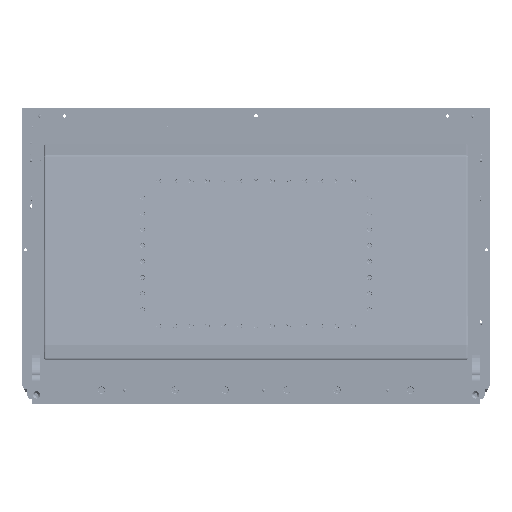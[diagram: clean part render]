
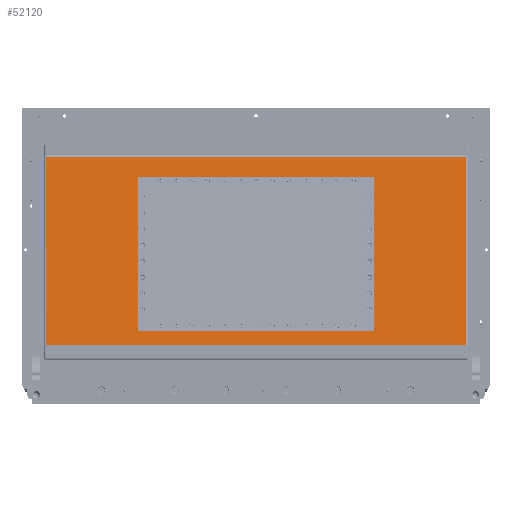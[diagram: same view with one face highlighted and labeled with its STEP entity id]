
A CAD part, front view. The second image highlights one B-rep face of the part: STEP entity #52120.
In plain terms, the highlighted planar face has unit normal (0, -0.993, 0.122).
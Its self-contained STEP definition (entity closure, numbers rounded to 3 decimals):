
#2755 = VERTEX_POINT ( 'NONE', #106131 ) ;
#7494 = VECTOR ( 'NONE', #142663, 1000. ) ;
#7703 = VERTEX_POINT ( 'NONE', #81571 ) ;
#8655 = VERTEX_POINT ( 'NONE', #109665 ) ;
#9170 = LINE ( 'NONE', #96728, #36387 ) ;
#11546 = CARTESIAN_POINT ( 'NONE',  ( 274.5, 30.001, 123.221 ) ) ;
#12167 = ORIENTED_EDGE ( 'NONE', *, *, #72004, .F. ) ;
#13067 = EDGE_CURVE ( 'NONE', #2755, #7703, #41597, .T. ) ;
#13870 = FACE_BOUND ( 'NONE', #44065, .T. ) ;
#17161 = ORIENTED_EDGE ( 'NONE', *, *, #61459, .T. ) ;
#20061 = ORIENTED_EDGE ( 'NONE', *, *, #114638, .F. ) ;
#22532 = LINE ( 'NONE', #11546, #82349 ) ;
#24747 = CARTESIAN_POINT ( 'NONE',  ( 272.5, 0., -121.119 ) ) ;
#26172 = ORIENTED_EDGE ( 'NONE', *, *, #13067, .F. ) ;
#27461 = DIRECTION ( 'NONE',  ( 0., 0.122, 0.993 ) ) ;
#32762 = CARTESIAN_POINT ( 'NONE',  ( -153.25, 2.281, -102.542 ) ) ;
#33834 = CARTESIAN_POINT ( 'NONE',  ( -272.5, 0., -121.119 ) ) ;
#36387 = VECTOR ( 'NONE', #50662, 1000. ) ;
#37885 = VECTOR ( 'NONE', #122093, 1000. ) ;
#41597 = LINE ( 'NONE', #99337, #37885 ) ;
#43258 = CARTESIAN_POINT ( 'NONE',  ( -153.25, 2.281, -102.542 ) ) ;
#44065 = EDGE_LOOP ( 'NONE', ( #26172, #95723, #12167, #73287 ) ) ;
#47773 = CARTESIAN_POINT ( 'NONE',  ( 274.5, 32., 139.5 ) ) ;
#48386 = ORIENTED_EDGE ( 'NONE', *, *, #48552, .T. ) ;
#48552 = EDGE_CURVE ( 'NONE', #48866, #144998, #122119, .T. ) ;
#48866 = VERTEX_POINT ( 'NONE', #24747 ) ;
#50662 = DIRECTION ( 'NONE',  ( 0., -0.122, -0.993 ) ) ;
#52120 = ADVANCED_FACE ( 'NONE', ( #13870, #66588 ), #59415, .F. ) ;
#59170 = VERTEX_POINT ( 'NONE', #43258 ) ;
#59415 = PLANE ( 'NONE',  #112804 ) ;
#61459 = EDGE_CURVE ( 'NONE', #144998, #8655, #22532, .T. ) ;
#66345 = EDGE_CURVE ( 'NONE', #101168, #2755, #130755, .T. ) ;
#66588 = FACE_OUTER_BOUND ( 'NONE', #133378, .T. ) ;
#72004 = EDGE_CURVE ( 'NONE', #59170, #101168, #117557, .T. ) ;
#73287 = ORIENTED_EDGE ( 'NONE', *, *, #74837, .F. ) ;
#74837 = EDGE_CURVE ( 'NONE', #7703, #59170, #95944, .T. ) ;
#76058 = CARTESIAN_POINT ( 'NONE',  ( 153.25, 2.281, -102.542 ) ) ;
#77327 = ORIENTED_EDGE ( 'NONE', *, *, #118863, .T. ) ;
#81571 = CARTESIAN_POINT ( 'NONE',  ( -153.25, 26.838, 97.456 ) ) ;
#82349 = VECTOR ( 'NONE', #93143, 1000. ) ;
#84281 = CARTESIAN_POINT ( 'NONE',  ( 272.5, 32., 139.5 ) ) ;
#86824 = VECTOR ( 'NONE', #144335, 1000. ) ;
#87651 = LINE ( 'NONE', #107709, #114805 ) ;
#93143 = DIRECTION ( 'NONE',  ( -1., 0., 0. ) ) ;
#95723 = ORIENTED_EDGE ( 'NONE', *, *, #66345, .F. ) ;
#95944 = LINE ( 'NONE', #32762, #115844 ) ;
#96339 = DIRECTION ( 'NONE',  ( 0., -0.122, -0.993 ) ) ;
#96728 = CARTESIAN_POINT ( 'NONE',  ( -272.5, 32., 139.5 ) ) ;
#99337 = CARTESIAN_POINT ( 'NONE',  ( 153.25, 26.838, 97.456 ) ) ;
#99668 = CARTESIAN_POINT ( 'NONE',  ( 153.25, 2.281, -102.542 ) ) ;
#101168 = VERTEX_POINT ( 'NONE', #99668 ) ;
#104967 = DIRECTION ( 'NONE',  ( 0., 0.993, -0.122 ) ) ;
#106131 = CARTESIAN_POINT ( 'NONE',  ( 153.25, 26.838, 97.456 ) ) ;
#107709 = CARTESIAN_POINT ( 'NONE',  ( 274.5, 0., -121.119 ) ) ;
#107816 = CARTESIAN_POINT ( 'NONE',  ( 153.25, 2.281, -102.542 ) ) ;
#109665 = CARTESIAN_POINT ( 'NONE',  ( -272.5, 30.001, 123.221 ) ) ;
#112804 = AXIS2_PLACEMENT_3D ( 'NONE', #47773, #104967, #116591 ) ;
#114638 = EDGE_CURVE ( 'NONE', #48866, #131145, #87651, .T. ) ;
#114805 = VECTOR ( 'NONE', #142564, 1000. ) ;
#115844 = VECTOR ( 'NONE', #96339, 1000. ) ;
#116591 = DIRECTION ( 'NONE',  ( 0., 0.122, 0.993 ) ) ;
#117557 = LINE ( 'NONE', #76058, #86824 ) ;
#118486 = VECTOR ( 'NONE', #27461, 1000. ) ;
#118863 = EDGE_CURVE ( 'NONE', #8655, #131145, #9170, .T. ) ;
#122093 = DIRECTION ( 'NONE',  ( -1., 0., 0. ) ) ;
#122119 = LINE ( 'NONE', #84281, #118486 ) ;
#130755 = LINE ( 'NONE', #107816, #7494 ) ;
#131145 = VERTEX_POINT ( 'NONE', #33834 ) ;
#133378 = EDGE_LOOP ( 'NONE', ( #20061, #48386, #17161, #77327 ) ) ;
#134011 = CARTESIAN_POINT ( 'NONE',  ( 272.5, 30.001, 123.221 ) ) ;
#142564 = DIRECTION ( 'NONE',  ( -1., 0., 0. ) ) ;
#142663 = DIRECTION ( 'NONE',  ( 0., 0.122, 0.993 ) ) ;
#144335 = DIRECTION ( 'NONE',  ( 1., 0., 0. ) ) ;
#144998 = VERTEX_POINT ( 'NONE', #134011 ) ;
